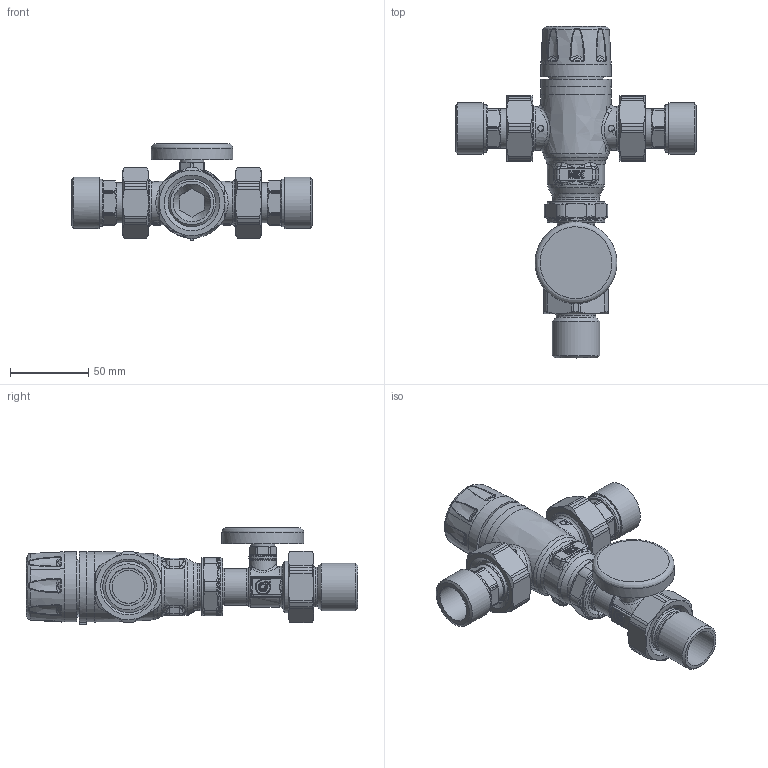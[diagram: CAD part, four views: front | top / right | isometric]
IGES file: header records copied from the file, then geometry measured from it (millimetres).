
Global section: file name: 521610AC_Simplify_1; native system: Autodesk Inventor 2025; preprocessor: unknown; author: ischreiner; date: 20250801.135606; units: inch
Bounding box: 154 x 212.42 x 61.89 mm (x, y, z)
Volume: 319456.3 mm3; surface area: 78463.7 mm2
Topology: 8 solids, 8 shells, 2009 faces, 4798 edges, 2688 vertices
Faces by surface type: bspline 2009
